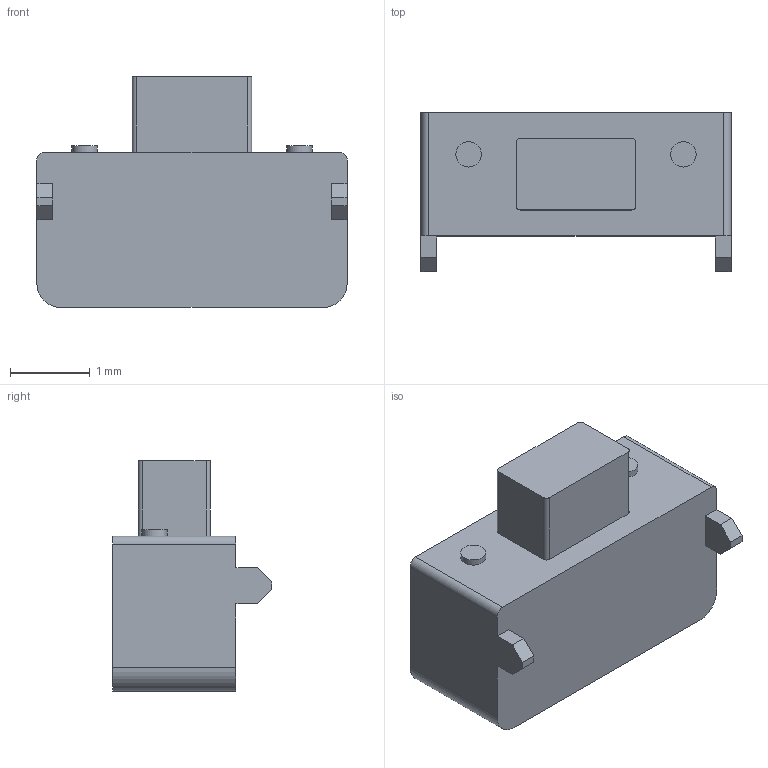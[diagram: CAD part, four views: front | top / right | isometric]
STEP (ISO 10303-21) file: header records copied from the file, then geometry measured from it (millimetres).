
FILE_DESCRIPTION(('HOOPS Exchange Step'),'2;1');
FILE_NAME('temp_export','2022-11-21T12:59:23+08:00',('mobile'),('Shapr3D Limited'),'HOOPS Exchange 2022.1','Shapr3D','Authorized');
FILE_SCHEMA( ('AUTOMOTIVE_DESIGN { 1 0 10303 214 1 1 1 1 }') );
Length unit declared in the file: millimetre
Products named in the file (1): root
Bounding box: 3.9 x 2 x 2.9 mm (x, y, z)
Volume: 13.1 mm3; surface area: 38.4 mm2
Topology: 1 solids, 1 shells, 45 faces, 121 edges, 82 vertices
Faces by surface type: plane 30, cylinder 15
Full cylindrical faces by diameter (mm): 0.32 x2
Entity records: 1466 total; most frequent: CARTESIAN_POINT 249, DIRECTION 247, ORIENTED_EDGE 242, EDGE_CURVE 121, VECTOR 87, LINE 87, VERTEX_POINT 82, AXIS2_PLACEMENT_3D 80
